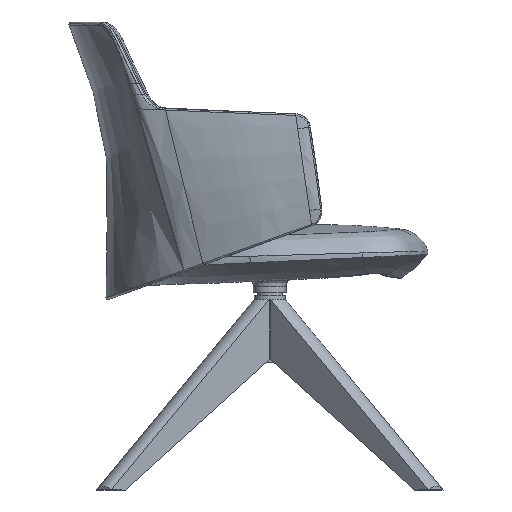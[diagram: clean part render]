
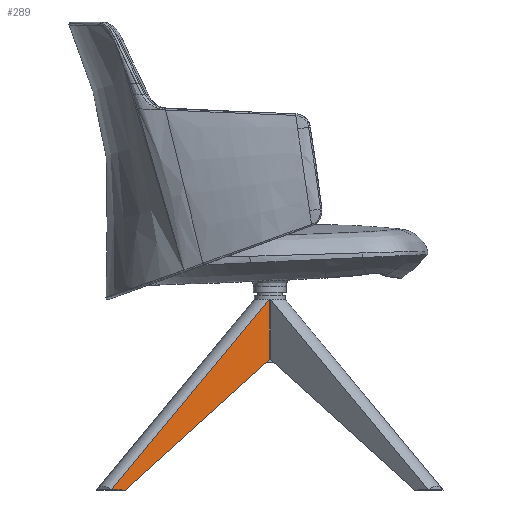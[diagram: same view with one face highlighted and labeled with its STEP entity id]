
A CAD part, left-side view. The second image highlights one B-rep face of the part: STEP entity #289.
In plain terms, the highlighted planar face has unit normal (-0.707, -0.707, 0).
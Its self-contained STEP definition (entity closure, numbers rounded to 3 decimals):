
#289=ADVANCED_FACE('',(#498),#3707,.T.);
#498=FACE_OUTER_BOUND('',#707,.T.);
#707=EDGE_LOOP('',(#1022,#1023,#1024,#1025));
#1022=ORIENTED_EDGE('',*,*,#2063,.T.);
#1023=ORIENTED_EDGE('',*,*,#2067,.T.);
#1024=ORIENTED_EDGE('',*,*,#2054,.T.);
#1025=ORIENTED_EDGE('',*,*,#2059,.T.);
#2054=EDGE_CURVE('',#3291,#3289,#2675,.T.);
#2059=EDGE_CURVE('',#3289,#3297,#2680,.T.);
#2063=EDGE_CURVE('',#3297,#3298,#2684,.T.);
#2067=EDGE_CURVE('',#3298,#3291,#2688,.T.);
#2675=B_SPLINE_CURVE_WITH_KNOTS('',1,(#4375,#4376),.UNSPECIFIED.,.F.,.F.,
(2,2),(2.021,3.),.UNSPECIFIED.);
#2680=B_SPLINE_CURVE_WITH_KNOTS('',1,(#4400,#4401),.UNSPECIFIED.,.F.,.F.,
(2,2),(3.,3.996),.UNSPECIFIED.);
#2684=B_SPLINE_CURVE_WITH_KNOTS('',1,(#4408,#4409),.UNSPECIFIED.,.F.,.F.,
(2,2),(-97.726,-0.881),.UNSPECIFIED.);
#2688=B_SPLINE_CURVE_WITH_KNOTS('',1,(#4420,#4421),.UNSPECIFIED.,.F.,.F.,
(2,2),(44.198,518.81),.UNSPECIFIED.);
#3289=VERTEX_POINT('',#4345);
#3291=VERTEX_POINT('',#4347);
#3297=VERTEX_POINT('',#4353);
#3298=VERTEX_POINT('',#4354);
#3707=PLANE('',#3767);
#3767=AXIS2_PLACEMENT_3D('',#4333,#3811,$);
#3811=DIRECTION('',(-0.707,-0.707,0.));
#4333=CARTESIAN_POINT('',(-23.951,49.147,306.784));
#4345=CARTESIAN_POINT('',(-258.094,283.29,-2.216));
#4347=CARTESIAN_POINT('',(-280.246,305.442,-2.216));
#4353=CARTESIAN_POINT('',(-24.982,50.178,209.059));
#4354=CARTESIAN_POINT('',(-24.982,50.178,305.903));
#4375=CARTESIAN_POINT('',(-280.246,305.442,-2.216));
#4376=CARTESIAN_POINT('',(-258.094,283.29,-2.216));
#4400=CARTESIAN_POINT('',(-258.094,283.29,-2.216));
#4401=CARTESIAN_POINT('',(-24.982,50.178,209.059));
#4408=CARTESIAN_POINT('',(-24.982,50.178,209.059));
#4409=CARTESIAN_POINT('',(-24.982,50.178,305.903));
#4420=CARTESIAN_POINT('',(-24.982,50.178,305.903));
#4421=CARTESIAN_POINT('',(-280.246,305.442,-2.216));
